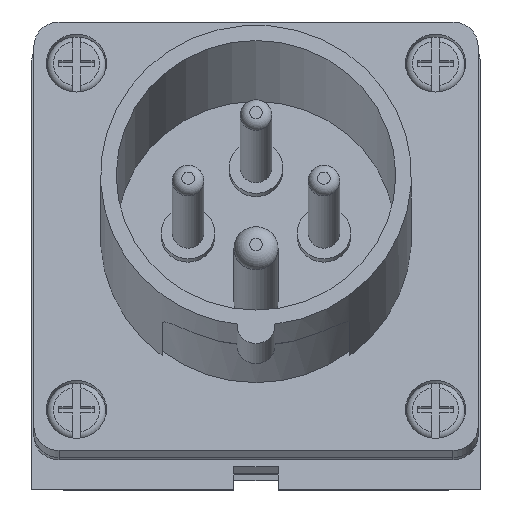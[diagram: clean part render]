
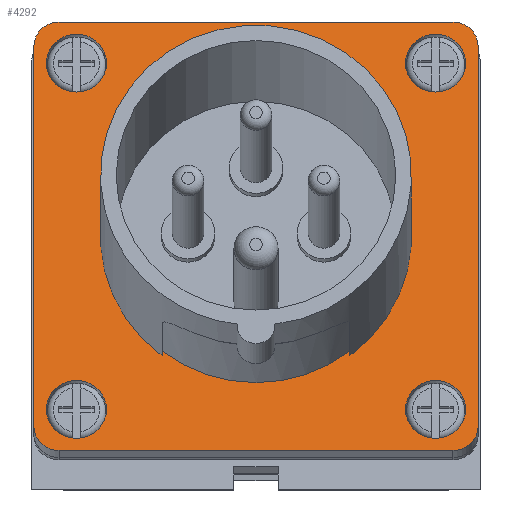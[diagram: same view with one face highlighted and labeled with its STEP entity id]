
A CAD part, top view. The second image highlights one B-rep face of the part: STEP entity #4292.
In plain terms, the highlighted face is planar.
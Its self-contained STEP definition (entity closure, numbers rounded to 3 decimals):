
#109 = CARTESIAN_POINT ( 'NONE',  ( -31.175, 4.25, 35.175 ) ) ;
#201 = CARTESIAN_POINT ( 'NONE',  ( 31.175, 4.25, 35.175 ) ) ;
#203 = ORIENTED_EDGE ( 'NONE', *, *, #1757, .T. ) ;
#308 = CARTESIAN_POINT ( 'NONE',  ( -19.625, 4.25, -14.875 ) ) ;
#338 = ORIENTED_EDGE ( 'NONE', *, *, #9441, .T. ) ;
#394 = CARTESIAN_POINT ( 'NONE',  ( 28.425, 4.25, -28.425 ) ) ;
#404 = VERTEX_POINT ( 'NONE', #308 ) ;
#464 = AXIS2_PLACEMENT_3D ( 'NONE', #6886, #7700, #6267 ) ;
#593 = CARTESIAN_POINT ( 'NONE',  ( -18.866, 4.25, 14.875 ) ) ;
#689 = CARTESIAN_POINT ( 'NONE',  ( 28.425, 4.25, -23.675 ) ) ;
#792 = CARTESIAN_POINT ( 'NONE',  ( -31.175, 4.25, 31.175 ) ) ;
#807 = FACE_OUTER_BOUND ( 'NONE', #9264, .T. ) ;
#912 = VECTOR ( 'NONE', #2227, 1000. ) ;
#913 = CARTESIAN_POINT ( 'NONE',  ( -28.425, 4.25, -28.425 ) ) ;
#1027 = AXIS2_PLACEMENT_3D ( 'NONE', #4640, #6064, #2425 ) ;
#1079 = DIRECTION ( 'NONE',  ( 0., 1., 0. ) ) ;
#1147 = CIRCLE ( 'NONE', #4664, 4.75 ) ;
#1159 = EDGE_LOOP ( 'NONE', ( #2728, #2330, #4508, #7652 ) ) ;
#1191 = VECTOR ( 'NONE', #4175, 1000. ) ;
#1197 = CIRCLE ( 'NONE', #5636, 24.625 ) ;
#1231 = CIRCLE ( 'NONE', #6134, 4.75 ) ;
#1232 = CARTESIAN_POINT ( 'NONE',  ( -31.175, 4.25, -35.175 ) ) ;
#1317 = ORIENTED_EDGE ( 'NONE', *, *, #6507, .F. ) ;
#1391 = ORIENTED_EDGE ( 'NONE', *, *, #2034, .T. ) ;
#1413 = EDGE_LOOP ( 'NONE', ( #1391 ) ) ;
#1522 = CIRCLE ( 'NONE', #3207, 4.75 ) ;
#1614 = LINE ( 'NONE', #4599, #8878 ) ;
#1651 = LINE ( 'NONE', #4586, #2867 ) ;
#1730 = DIRECTION ( 'NONE',  ( 0., 0., 1. ) ) ;
#1757 = EDGE_CURVE ( 'NONE', #8257, #6778, #2957, .T. ) ;
#1971 = DIRECTION ( 'NONE',  ( 0., 0., 1. ) ) ;
#2010 = CARTESIAN_POINT ( 'NONE',  ( -35.175, 4.25, -35.175 ) ) ;
#2013 = VERTEX_POINT ( 'NONE', #2060 ) ;
#2034 = EDGE_CURVE ( 'NONE', #2013, #2013, #1147, .T. ) ;
#2039 = DIRECTION ( 'NONE',  ( 0., 1., 0. ) ) ;
#2060 = CARTESIAN_POINT ( 'NONE',  ( -28.425, 4.25, 33.175 ) ) ;
#2202 = EDGE_CURVE ( 'NONE', #7098, #3655, #5989, .T. ) ;
#2227 = DIRECTION ( 'NONE',  ( 1., 0., 0. ) ) ;
#2248 = CARTESIAN_POINT ( 'NONE',  ( -28.425, 4.25, 28.425 ) ) ;
#2325 = DIRECTION ( 'NONE',  ( 0., 0., 1. ) ) ;
#2330 = ORIENTED_EDGE ( 'NONE', *, *, #2984, .T. ) ;
#2409 = ORIENTED_EDGE ( 'NONE', *, *, #6935, .T. ) ;
#2425 = DIRECTION ( 'NONE',  ( 0., 0., 1. ) ) ;
#2496 = DIRECTION ( 'NONE',  ( 0., 0., 1. ) ) ;
#2667 = ORIENTED_EDGE ( 'NONE', *, *, #8344, .T. ) ;
#2685 = LINE ( 'NONE', #2010, #1191 ) ;
#2728 = ORIENTED_EDGE ( 'NONE', *, *, #5605, .F. ) ;
#2756 = VERTEX_POINT ( 'NONE', #1232 ) ;
#2789 = VERTEX_POINT ( 'NONE', #3692 ) ;
#2867 = VECTOR ( 'NONE', #5204, 1000. ) ;
#2937 = CARTESIAN_POINT ( 'NONE',  ( 28.425, 4.25, 33.175 ) ) ;
#2957 = CIRCLE ( 'NONE', #7397, 4. ) ;
#2965 = FACE_BOUND ( 'NONE', #1159, .T. ) ;
#2984 = EDGE_CURVE ( 'NONE', #2789, #5846, #9016, .T. ) ;
#2985 = VERTEX_POINT ( 'NONE', #7533 ) ;
#3070 = DIRECTION ( 'NONE',  ( 1., 0., 0. ) ) ;
#3148 = PLANE ( 'NONE',  #1027 ) ;
#3205 = CARTESIAN_POINT ( 'NONE',  ( 28.425, 4.25, 28.425 ) ) ;
#3207 = AXIS2_PLACEMENT_3D ( 'NONE', #3205, #3964, #6897 ) ;
#3655 = VERTEX_POINT ( 'NONE', #201 ) ;
#3657 = CARTESIAN_POINT ( 'NONE',  ( 31.175, 4.25, -35.175 ) ) ;
#3692 = CARTESIAN_POINT ( 'NONE',  ( -19.625, 4.25, 14.875 ) ) ;
#3693 = ORIENTED_EDGE ( 'NONE', *, *, #5275, .T. ) ;
#3708 = CARTESIAN_POINT ( 'NONE',  ( 0., 4.25, 0. ) ) ;
#3748 = EDGE_CURVE ( 'NONE', #9310, #9310, #4998, .T. ) ;
#3763 = DIRECTION ( 'NONE',  ( 0., 1., 0. ) ) ;
#3769 = VERTEX_POINT ( 'NONE', #6536 ) ;
#3831 = CARTESIAN_POINT ( 'NONE',  ( -35.175, 4.25, 35.175 ) ) ;
#3907 = EDGE_LOOP ( 'NONE', ( #4749 ) ) ;
#3964 = DIRECTION ( 'NONE',  ( 0., 1., 0. ) ) ;
#3989 = AXIS2_PLACEMENT_3D ( 'NONE', #792, #8036, #5820 ) ;
#4017 = EDGE_LOOP ( 'NONE', ( #1317 ) ) ;
#4076 = DIRECTION ( 'NONE',  ( 0., -1., 0. ) ) ;
#4124 = CIRCLE ( 'NONE', #464, 4. ) ;
#4175 = DIRECTION ( 'NONE',  ( -1., 0., 0. ) ) ;
#4178 = EDGE_CURVE ( 'NONE', #5856, #8257, #1651, .T. ) ;
#4188 = CARTESIAN_POINT ( 'NONE',  ( 35.175, 4.25, 31.175 ) ) ;
#4275 = AXIS2_PLACEMENT_3D ( 'NONE', #3708, #5664, #1971 ) ;
#4292 = ADVANCED_FACE ( 'NONE', ( #7424, #6796, #2965, #807, #4502, #4455 ), #3148, .T. ) ;
#4449 = CIRCLE ( 'NONE', #5345, 4. ) ;
#4455 = FACE_BOUND ( 'NONE', #9300, .T. ) ;
#4502 = FACE_BOUND ( 'NONE', #3907, .T. ) ;
#4508 = ORIENTED_EDGE ( 'NONE', *, *, #5756, .F. ) ;
#4586 = CARTESIAN_POINT ( 'NONE',  ( 35.175, 4.25, -35.175 ) ) ;
#4599 = CARTESIAN_POINT ( 'NONE',  ( -35.175, 4.25, -35.175 ) ) ;
#4640 = CARTESIAN_POINT ( 'NONE',  ( 0., 4.25, 0. ) ) ;
#4664 = AXIS2_PLACEMENT_3D ( 'NONE', #2248, #8147, #6670 ) ;
#4749 = ORIENTED_EDGE ( 'NONE', *, *, #7793, .F. ) ;
#4800 = DIRECTION ( 'NONE',  ( 0., 0., 1. ) ) ;
#4959 = DIRECTION ( 'NONE',  ( 0., 0., 1. ) ) ;
#4998 = CIRCLE ( 'NONE', #7768, 4.75 ) ;
#5204 = DIRECTION ( 'NONE',  ( 0., 0., -1. ) ) ;
#5275 = EDGE_CURVE ( 'NONE', #6778, #2756, #2685, .T. ) ;
#5345 = AXIS2_PLACEMENT_3D ( 'NONE', #8947, #1079, #2325 ) ;
#5605 = EDGE_CURVE ( 'NONE', #2789, #404, #1197, .T. ) ;
#5636 = AXIS2_PLACEMENT_3D ( 'NONE', #7131, #2039, #4959 ) ;
#5664 = DIRECTION ( 'NONE',  ( 0., 1., 0. ) ) ;
#5756 = EDGE_CURVE ( 'NONE', #3769, #5846, #6874, .T. ) ;
#5820 = DIRECTION ( 'NONE',  ( 0., 0., 1. ) ) ;
#5846 = VERTEX_POINT ( 'NONE', #593 ) ;
#5855 = CARTESIAN_POINT ( 'NONE',  ( -28.425, 4.25, -23.675 ) ) ;
#5856 = VERTEX_POINT ( 'NONE', #4188 ) ;
#5901 = VECTOR ( 'NONE', #3070, 1000. ) ;
#5945 = VERTEX_POINT ( 'NONE', #2937 ) ;
#5989 = LINE ( 'NONE', #3831, #5901 ) ;
#6064 = DIRECTION ( 'NONE',  ( 0., 1., 0. ) ) ;
#6134 = AXIS2_PLACEMENT_3D ( 'NONE', #913, #8203, #2496 ) ;
#6267 = DIRECTION ( 'NONE',  ( 0., 0., 1. ) ) ;
#6352 = EDGE_CURVE ( 'NONE', #2985, #8861, #1614, .T. ) ;
#6394 = ORIENTED_EDGE ( 'NONE', *, *, #3748, .T. ) ;
#6507 = EDGE_CURVE ( 'NONE', #5945, #5945, #1522, .T. ) ;
#6536 = CARTESIAN_POINT ( 'NONE',  ( -18.866, 4.25, -14.875 ) ) ;
#6640 = DIRECTION ( 'NONE',  ( 1., 0., 0. ) ) ;
#6670 = DIRECTION ( 'NONE',  ( 0., 0., 1. ) ) ;
#6778 = VERTEX_POINT ( 'NONE', #3657 ) ;
#6796 = FACE_BOUND ( 'NONE', #4017, .T. ) ;
#6874 = CIRCLE ( 'NONE', #4275, 24.025 ) ;
#6886 = CARTESIAN_POINT ( 'NONE',  ( 31.175, 4.25, 31.175 ) ) ;
#6897 = DIRECTION ( 'NONE',  ( 0., 0., 1. ) ) ;
#6935 = EDGE_CURVE ( 'NONE', #3655, #5856, #4124, .T. ) ;
#7010 = CARTESIAN_POINT ( 'NONE',  ( -35.175, 4.25, 31.175 ) ) ;
#7098 = VERTEX_POINT ( 'NONE', #109 ) ;
#7104 = EDGE_CURVE ( 'NONE', #404, #3769, #8940, .T. ) ;
#7131 = CARTESIAN_POINT ( 'NONE',  ( 0., 4.25, 0. ) ) ;
#7397 = AXIS2_PLACEMENT_3D ( 'NONE', #8252, #3763, #1730 ) ;
#7411 = CARTESIAN_POINT ( 'NONE',  ( 0., 4.25, -14.875 ) ) ;
#7424 = FACE_BOUND ( 'NONE', #1413, .T. ) ;
#7436 = VERTEX_POINT ( 'NONE', #5855 ) ;
#7494 = ORIENTED_EDGE ( 'NONE', *, *, #2202, .T. ) ;
#7533 = CARTESIAN_POINT ( 'NONE',  ( -35.175, 4.25, -31.175 ) ) ;
#7652 = ORIENTED_EDGE ( 'NONE', *, *, #7104, .F. ) ;
#7700 = DIRECTION ( 'NONE',  ( 0., 1., 0. ) ) ;
#7751 = CARTESIAN_POINT ( 'NONE',  ( 35.175, 4.25, -31.175 ) ) ;
#7768 = AXIS2_PLACEMENT_3D ( 'NONE', #394, #4076, #4800 ) ;
#7793 = EDGE_CURVE ( 'NONE', #7436, #7436, #1231, .T. ) ;
#8036 = DIRECTION ( 'NONE',  ( 0., 1., 0. ) ) ;
#8056 = DIRECTION ( 'NONE',  ( 0., 0., 1. ) ) ;
#8129 = CIRCLE ( 'NONE', #3989, 4. ) ;
#8147 = DIRECTION ( 'NONE',  ( 0., -1., 0. ) ) ;
#8203 = DIRECTION ( 'NONE',  ( 0., 1., 0. ) ) ;
#8252 = CARTESIAN_POINT ( 'NONE',  ( 31.175, 4.25, -31.175 ) ) ;
#8257 = VERTEX_POINT ( 'NONE', #7751 ) ;
#8344 = EDGE_CURVE ( 'NONE', #8861, #7098, #8129, .T. ) ;
#8748 = ORIENTED_EDGE ( 'NONE', *, *, #6352, .T. ) ;
#8861 = VERTEX_POINT ( 'NONE', #7010 ) ;
#8878 = VECTOR ( 'NONE', #8056, 1000. ) ;
#8909 = ORIENTED_EDGE ( 'NONE', *, *, #4178, .T. ) ;
#8940 = LINE ( 'NONE', #7411, #912 ) ;
#8947 = CARTESIAN_POINT ( 'NONE',  ( -31.175, 4.25, -31.175 ) ) ;
#8970 = CARTESIAN_POINT ( 'NONE',  ( 0., 4.25, 14.875 ) ) ;
#9016 = LINE ( 'NONE', #8970, #9138 ) ;
#9138 = VECTOR ( 'NONE', #6640, 1000. ) ;
#9264 = EDGE_LOOP ( 'NONE', ( #3693, #338, #8748, #2667, #7494, #2409, #8909, #203 ) ) ;
#9300 = EDGE_LOOP ( 'NONE', ( #6394 ) ) ;
#9310 = VERTEX_POINT ( 'NONE', #689 ) ;
#9441 = EDGE_CURVE ( 'NONE', #2756, #2985, #4449, .T. ) ;
